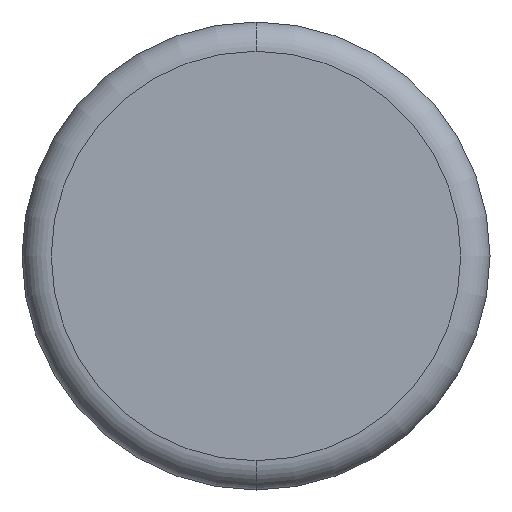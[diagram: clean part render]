
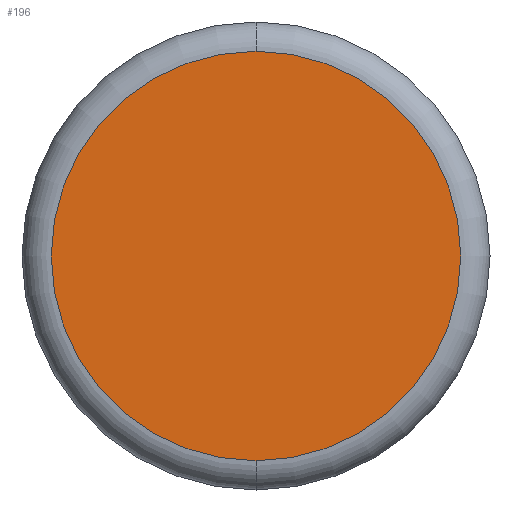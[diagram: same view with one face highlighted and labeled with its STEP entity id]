
A CAD part, front view. The second image highlights one B-rep face of the part: STEP entity #196.
In plain terms, the highlighted planar face has unit normal (0, -1, 0).
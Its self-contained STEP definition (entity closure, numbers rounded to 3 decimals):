
#14 = CARTESIAN_POINT ( 'NONE',  ( 0., 0., 0. ) ) ;
#34 = DIRECTION ( 'NONE',  ( 0., 0., -1. ) ) ;
#45 = FACE_OUTER_BOUND ( 'NONE', #83, .T. ) ;
#59 = AXIS2_PLACEMENT_3D ( 'NONE', #14, #124, #335 ) ;
#64 = AXIS2_PLACEMENT_3D ( 'NONE', #105, #112, #34 ) ;
#83 = EDGE_LOOP ( 'NONE', ( #264, #263 ) ) ;
#105 = CARTESIAN_POINT ( 'NONE',  ( 0., 0., 0. ) ) ;
#109 = CARTESIAN_POINT ( 'NONE',  ( 0., 0., 3.5 ) ) ;
#112 = DIRECTION ( 'NONE',  ( 0., -1., 0. ) ) ;
#121 = EDGE_CURVE ( 'NONE', #334, #178, #158, .T. ) ;
#124 = DIRECTION ( 'NONE',  ( 0., -1., 0. ) ) ;
#127 = PLANE ( 'NONE',  #64 ) ;
#147 = CIRCLE ( 'NONE', #366, 3.5 ) ;
#158 = CIRCLE ( 'NONE', #59, 3.5 ) ;
#178 = VERTEX_POINT ( 'NONE', #220 ) ;
#183 = DIRECTION ( 'NONE',  ( 0., 0., -1. ) ) ;
#196 = ADVANCED_FACE ( 'NONE', ( #45 ), #127, .T. ) ;
#220 = CARTESIAN_POINT ( 'NONE',  ( 0., 0., -3.5 ) ) ;
#256 = EDGE_CURVE ( 'NONE', #178, #334, #147, .T. ) ;
#263 = ORIENTED_EDGE ( 'NONE', *, *, #121, .T. ) ;
#264 = ORIENTED_EDGE ( 'NONE', *, *, #256, .T. ) ;
#306 = CARTESIAN_POINT ( 'NONE',  ( 0., 0., 0. ) ) ;
#307 = DIRECTION ( 'NONE',  ( 0., -1., 0. ) ) ;
#334 = VERTEX_POINT ( 'NONE', #109 ) ;
#335 = DIRECTION ( 'NONE',  ( 0., 0., -1. ) ) ;
#366 = AXIS2_PLACEMENT_3D ( 'NONE', #306, #307, #183 ) ;
